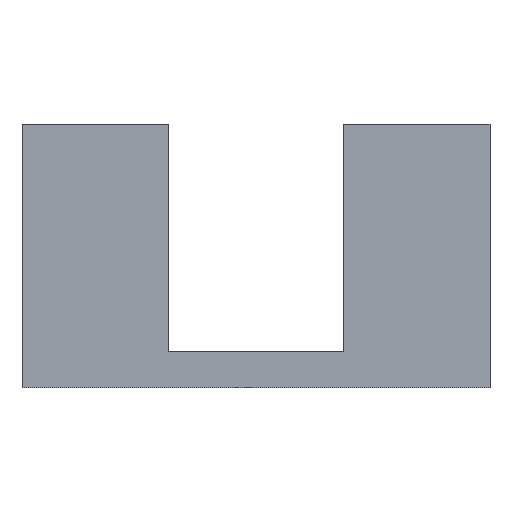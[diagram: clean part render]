
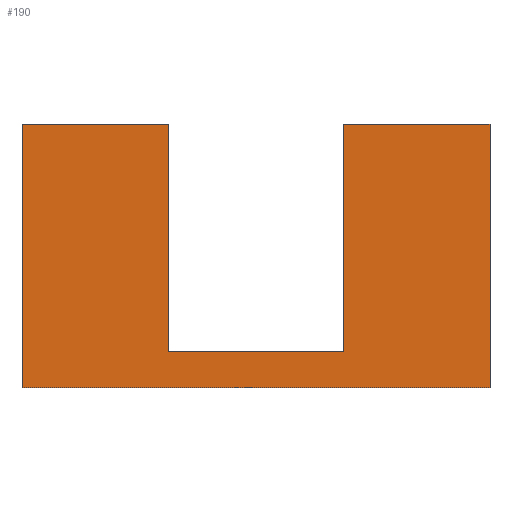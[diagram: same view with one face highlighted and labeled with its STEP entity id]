
A CAD part, top view. The second image highlights one B-rep face of the part: STEP entity #190.
In plain terms, the highlighted planar face has unit normal (0, 0, 1).
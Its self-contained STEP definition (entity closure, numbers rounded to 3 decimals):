
#24=FACE_OUTER_BOUND('',#34,.T.);
#34=EDGE_LOOP('',(#163,#164,#165,#166,#167,#168,#169,#170));
#43=LINE('',#288,#67);
#46=LINE('',#293,#70);
#48=LINE('',#297,#72);
#50=LINE('',#301,#74);
#52=LINE('',#305,#76);
#54=LINE('',#309,#78);
#56=LINE('',#313,#80);
#58=LINE('',#316,#82);
#67=VECTOR('',#235,10.);
#70=VECTOR('',#240,10.);
#72=VECTOR('',#244,10.);
#74=VECTOR('',#248,10.);
#76=VECTOR('',#252,10.);
#78=VECTOR('',#256,10.);
#80=VECTOR('',#260,10.);
#82=VECTOR('',#264,10.);
#91=VERTEX_POINT('',#286);
#92=VERTEX_POINT('',#287);
#93=VERTEX_POINT('',#292);
#94=VERTEX_POINT('',#296);
#95=VERTEX_POINT('',#300);
#96=VERTEX_POINT('',#304);
#97=VERTEX_POINT('',#308);
#98=VERTEX_POINT('',#312);
#107=EDGE_CURVE('',#91,#92,#43,.T.);
#110=EDGE_CURVE('',#92,#93,#46,.T.);
#112=EDGE_CURVE('',#93,#94,#48,.T.);
#114=EDGE_CURVE('',#94,#95,#50,.T.);
#116=EDGE_CURVE('',#95,#96,#52,.T.);
#118=EDGE_CURVE('',#96,#97,#54,.T.);
#120=EDGE_CURVE('',#97,#98,#56,.T.);
#122=EDGE_CURVE('',#98,#91,#58,.T.);
#163=ORIENTED_EDGE('',*,*,#107,.F.);
#164=ORIENTED_EDGE('',*,*,#122,.F.);
#165=ORIENTED_EDGE('',*,*,#120,.F.);
#166=ORIENTED_EDGE('',*,*,#118,.F.);
#167=ORIENTED_EDGE('',*,*,#116,.F.);
#168=ORIENTED_EDGE('',*,*,#114,.F.);
#169=ORIENTED_EDGE('',*,*,#112,.F.);
#170=ORIENTED_EDGE('',*,*,#110,.F.);
#180=PLANE('',#220);
#190=ADVANCED_FACE('',(#24),#180,.T.);
#220=AXIS2_PLACEMENT_3D('',#317,#265,#266);
#235=DIRECTION('',(-1.,0.,0.));
#240=DIRECTION('',(0.,1.,0.));
#244=DIRECTION('',(1.,0.,0.));
#248=DIRECTION('',(0.,-1.,0.));
#252=DIRECTION('',(1.,0.,0.));
#256=DIRECTION('',(0.,1.,0.));
#260=DIRECTION('',(1.,0.,0.));
#264=DIRECTION('',(0.,-1.,0.));
#265=DIRECTION('center_axis',(0.,0.,1.));
#266=DIRECTION('ref_axis',(1.,0.,0.));
#286=CARTESIAN_POINT('',(16.,0.,2.));
#287=CARTESIAN_POINT('',(-16.,0.,2.));
#288=CARTESIAN_POINT('',(16.,0.,2.));
#292=CARTESIAN_POINT('',(-16.,18.,2.));
#293=CARTESIAN_POINT('',(-16.,0.,2.));
#296=CARTESIAN_POINT('',(-6.,18.,2.));
#297=CARTESIAN_POINT('',(-16.,18.,2.));
#300=CARTESIAN_POINT('',(-6.,2.5,2.));
#301=CARTESIAN_POINT('',(-6.,18.,2.));
#304=CARTESIAN_POINT('',(6.,2.5,2.));
#305=CARTESIAN_POINT('',(-6.,2.5,2.));
#308=CARTESIAN_POINT('',(6.,18.,2.));
#309=CARTESIAN_POINT('',(6.,2.5,2.));
#312=CARTESIAN_POINT('',(16.,18.,2.));
#313=CARTESIAN_POINT('',(6.,18.,2.));
#316=CARTESIAN_POINT('',(16.,18.,2.));
#317=CARTESIAN_POINT('Origin',(0.,7.876,2.));
